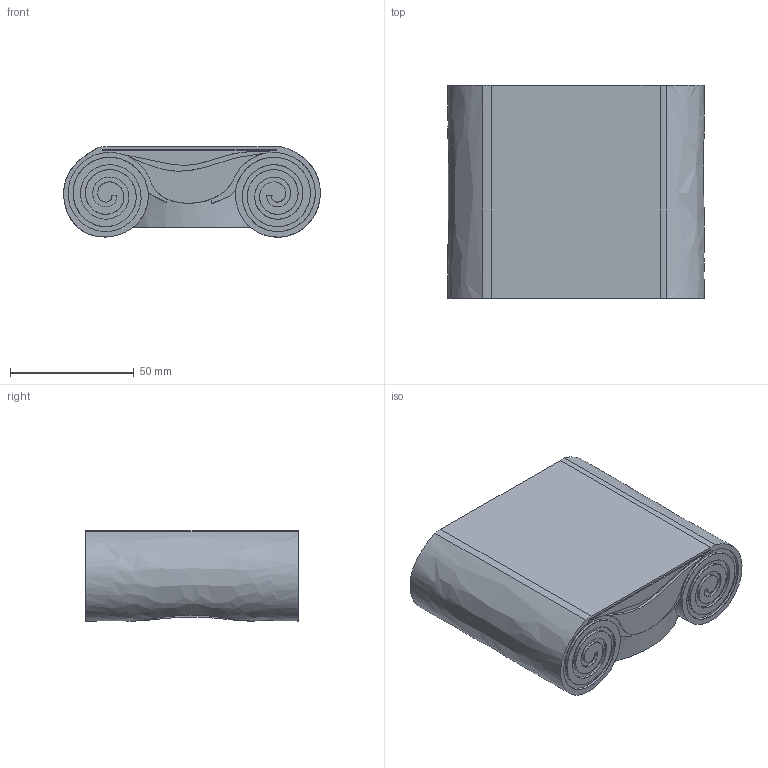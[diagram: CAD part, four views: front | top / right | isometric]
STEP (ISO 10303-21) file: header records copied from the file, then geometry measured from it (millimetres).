
FILE_DESCRIPTION(/* description */ (''),/* implementation_level */ '2;1');
FILE_NAME(/* name */ 'capital.step',/* time_stamp */ '2025-11-10T04:25:52Z',/* author */ (''),/* organization */ (''),/* preprocessor_version */ 'ST-DEVELOPER v20.1',/* originating_system */ 'Autodesk Translation Framework v14.17.0.0',/* authorisation */ '');
FILE_SCHEMA (('AUTOMOTIVE_DESIGN { 1 0 10303 214 3 1 1 }'));
Length unit declared in the file: millimetre
Products named in the file (1): FusionComponent
Bounding box: 103.83 x 86.18 x 36.55 mm (x, y, z)
Volume: 219203.1 mm3; surface area: 34502.3 mm2
Topology: 1 solids, 1 shells, 74 faces, 204 edges, 135 vertices
Faces by surface type: bspline 35, plane 32, cylinder 7
Full cylindrical faces by diameter (mm): 82 x1
Entity records: 9162 total; most frequent: CARTESIAN_POINT 7522, ORIENTED_EDGE 408, DIRECTION 222, EDGE_CURVE 204, VERTEX_POINT 135, LINE 96, VECTOR 96, EDGE_LOOP 77
